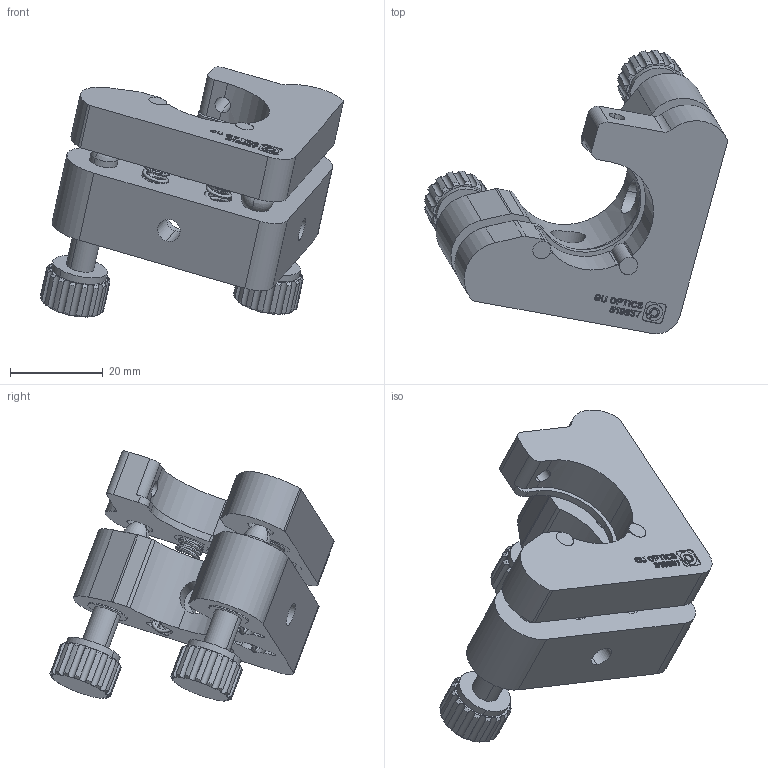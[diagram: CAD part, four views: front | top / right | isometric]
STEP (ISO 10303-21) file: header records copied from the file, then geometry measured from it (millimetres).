
FILE_DESCRIPTION (( 'STEP AP214' ), '1' );
FILE_NAME ('519857.STEP', '2019-02-11T06:47:27', ( 'user' ), ( '微软中国' ), 'SwSTEP 2.0', 'SolidWorks 2016', '' );
FILE_SCHEMA (( 'AUTOMOTIVE_DESIGN' ));
Length unit declared in the file: millimetre
Products named in the file (1): 519857
Bounding box: 65.4 x 61.31 x 53.99 mm (x, y, z)
Surface area: 19064.7 mm2 (no closed solid volume)
Topology: 0 solids, 24 shells, 617 faces, 1610 edges, 1049 vertices
Faces by surface type: cylinder 218, plane 172, bspline 109, cone 64, torus 52, sphere 2
Entity records: 39968 total; most frequent: CARTESIAN_POINT 18373, ORIENTED_EDGE 3154, DIRECTION 2875, EDGE_CURVE 1593, AXIS2_PLACEMENT_3D 1126, VERTEX_POINT 1046, EDGE_LOOP 677, UNCERTAINTY_MEASURE_WITH_UNIT 635
